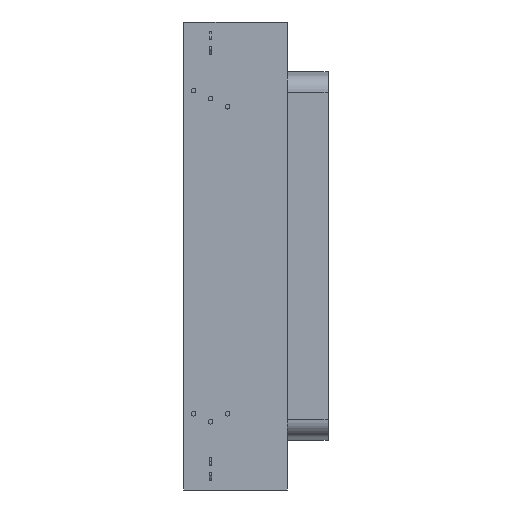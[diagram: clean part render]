
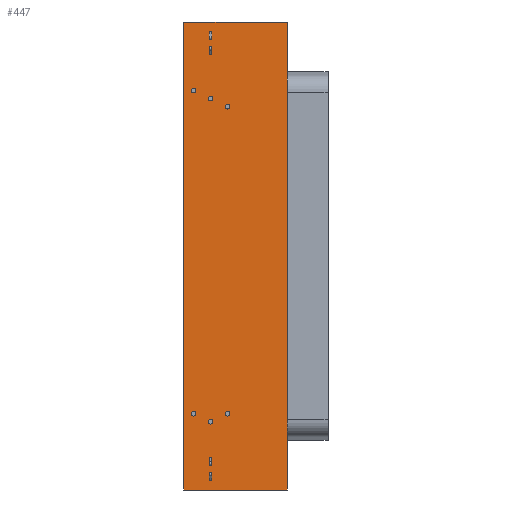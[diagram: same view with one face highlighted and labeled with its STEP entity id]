
A CAD part, front view. The second image highlights one B-rep face of the part: STEP entity #447.
In plain terms, the highlighted planar face has unit normal (0, -1, 0).
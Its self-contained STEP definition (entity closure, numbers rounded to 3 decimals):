
#353=FACE_BOUND('',#660,.T.);
#354=FACE_BOUND('',#661,.T.);
#355=FACE_BOUND('',#662,.T.);
#356=FACE_BOUND('',#663,.T.);
#357=FACE_BOUND('',#664,.T.);
#358=FACE_BOUND('',#665,.T.);
#359=FACE_BOUND('',#666,.T.);
#360=FACE_BOUND('',#667,.T.);
#361=FACE_BOUND('',#668,.T.);
#362=FACE_BOUND('',#669,.T.);
#363=FACE_BOUND('',#670,.T.);
#447=ADVANCED_FACE('',(#353,#354,#355,#356,#357,#358,#359,#360,#361,#362,
#363),#503,.T.);
#503=PLANE('',#2461);
#660=EDGE_LOOP('',(#942));
#661=EDGE_LOOP('',(#943));
#662=EDGE_LOOP('',(#944));
#663=EDGE_LOOP('',(#945));
#664=EDGE_LOOP('',(#946));
#665=EDGE_LOOP('',(#947));
#666=EDGE_LOOP('',(#948,#949,#950,#951));
#667=EDGE_LOOP('',(#952,#953,#954,#955));
#668=EDGE_LOOP('',(#956,#957,#958,#959));
#669=EDGE_LOOP('',(#960,#961,#962,#963));
#670=EDGE_LOOP('',(#964,#965,#966,#967));
#942=ORIENTED_EDGE('',*,*,#1198,.T.);
#943=ORIENTED_EDGE('',*,*,#1200,.T.);
#944=ORIENTED_EDGE('',*,*,#1202,.T.);
#945=ORIENTED_EDGE('',*,*,#1204,.T.);
#946=ORIENTED_EDGE('',*,*,#1206,.T.);
#947=ORIENTED_EDGE('',*,*,#1208,.T.);
#948=ORIENTED_EDGE('',*,*,#1229,.T.);
#949=ORIENTED_EDGE('',*,*,#1212,.T.);
#950=ORIENTED_EDGE('',*,*,#1222,.T.);
#951=ORIENTED_EDGE('',*,*,#1224,.T.);
#952=ORIENTED_EDGE('',*,*,#1250,.T.);
#953=ORIENTED_EDGE('',*,*,#1245,.T.);
#954=ORIENTED_EDGE('',*,*,#1247,.T.);
#955=ORIENTED_EDGE('',*,*,#1249,.T.);
#956=ORIENTED_EDGE('',*,*,#1271,.T.);
#957=ORIENTED_EDGE('',*,*,#1254,.T.);
#958=ORIENTED_EDGE('',*,*,#1264,.T.);
#959=ORIENTED_EDGE('',*,*,#1266,.T.);
#960=ORIENTED_EDGE('',*,*,#1292,.T.);
#961=ORIENTED_EDGE('',*,*,#1287,.T.);
#962=ORIENTED_EDGE('',*,*,#1289,.T.);
#963=ORIENTED_EDGE('',*,*,#1291,.T.);
#964=ORIENTED_EDGE('',*,*,#1315,.T.);
#965=ORIENTED_EDGE('',*,*,#1316,.T.);
#966=ORIENTED_EDGE('',*,*,#1312,.T.);
#967=ORIENTED_EDGE('',*,*,#1317,.F.);
#1068=VERTEX_POINT('',#3133);
#1070=VERTEX_POINT('',#3139);
#1072=VERTEX_POINT('',#3145);
#1074=VERTEX_POINT('',#3151);
#1076=VERTEX_POINT('',#3157);
#1078=VERTEX_POINT('',#3163);
#1079=VERTEX_POINT('',#3166);
#1082=VERTEX_POINT('',#3171);
#1089=VERTEX_POINT('',#3191);
#1091=VERTEX_POINT('',#3196);
#1103=VERTEX_POINT('',#3236);
#1104=VERTEX_POINT('',#3238);
#1105=VERTEX_POINT('',#3242);
#1106=VERTEX_POINT('',#3246);
#1107=VERTEX_POINT('',#3252);
#1110=VERTEX_POINT('',#3257);
#1117=VERTEX_POINT('',#3277);
#1119=VERTEX_POINT('',#3282);
#1131=VERTEX_POINT('',#3322);
#1132=VERTEX_POINT('',#3324);
#1133=VERTEX_POINT('',#3328);
#1134=VERTEX_POINT('',#3332);
#1150=VERTEX_POINT('',#3377);
#1151=VERTEX_POINT('',#3379);
#1152=VERTEX_POINT('',#3384);
#1153=VERTEX_POINT('',#3385);
#1198=EDGE_CURVE('',#1068,#1068,#1352,.T.);
#1200=EDGE_CURVE('',#1070,#1070,#1354,.T.);
#1202=EDGE_CURVE('',#1072,#1072,#1356,.T.);
#1204=EDGE_CURVE('',#1074,#1074,#1358,.T.);
#1206=EDGE_CURVE('',#1076,#1076,#1360,.T.);
#1208=EDGE_CURVE('',#1078,#1078,#1362,.T.);
#1212=EDGE_CURVE('',#1079,#1082,#1584,.T.);
#1222=EDGE_CURVE('',#1082,#1089,#1591,.T.);
#1224=EDGE_CURVE('',#1089,#1091,#1593,.T.);
#1229=EDGE_CURVE('',#1091,#1079,#1597,.T.);
#1245=EDGE_CURVE('',#1103,#1104,#1609,.T.);
#1247=EDGE_CURVE('',#1104,#1105,#1611,.T.);
#1249=EDGE_CURVE('',#1105,#1106,#1613,.T.);
#1250=EDGE_CURVE('',#1106,#1103,#1614,.T.);
#1254=EDGE_CURVE('',#1107,#1110,#1618,.T.);
#1264=EDGE_CURVE('',#1110,#1117,#1625,.T.);
#1266=EDGE_CURVE('',#1117,#1119,#1627,.T.);
#1271=EDGE_CURVE('',#1119,#1107,#1631,.T.);
#1287=EDGE_CURVE('',#1131,#1132,#1643,.T.);
#1289=EDGE_CURVE('',#1132,#1133,#1645,.T.);
#1291=EDGE_CURVE('',#1133,#1134,#1647,.T.);
#1292=EDGE_CURVE('',#1134,#1131,#1648,.T.);
#1312=EDGE_CURVE('',#1151,#1150,#1666,.T.);
#1315=EDGE_CURVE('',#1152,#1153,#1669,.T.);
#1316=EDGE_CURVE('',#1153,#1151,#1670,.T.);
#1317=EDGE_CURVE('',#1152,#1150,#1671,.T.);
#1352=CIRCLE('',#2382,0.35);
#1354=CIRCLE('',#2386,0.35);
#1356=CIRCLE('',#2390,0.35);
#1358=CIRCLE('',#2394,0.35);
#1360=CIRCLE('',#2398,0.35);
#1362=CIRCLE('',#2402,0.35);
#1584=LINE('',#3172,#1749);
#1591=LINE('',#3192,#1756);
#1593=LINE('',#3197,#1758);
#1597=LINE('',#3206,#1762);
#1609=LINE('',#3239,#1774);
#1611=LINE('',#3243,#1776);
#1613=LINE('',#3247,#1778);
#1614=LINE('',#3249,#1779);
#1618=LINE('',#3258,#1783);
#1625=LINE('',#3278,#1790);
#1627=LINE('',#3283,#1792);
#1631=LINE('',#3292,#1796);
#1643=LINE('',#3325,#1808);
#1645=LINE('',#3329,#1810);
#1647=LINE('',#3333,#1812);
#1648=LINE('',#3335,#1813);
#1666=LINE('',#3378,#1831);
#1669=LINE('',#3383,#1834);
#1670=LINE('',#3386,#1835);
#1671=LINE('',#3387,#1836);
#1749=VECTOR('',#2668,1.);
#1756=VECTOR('',#2687,1.);
#1758=VECTOR('',#2691,1.);
#1762=VECTOR('',#2703,1.);
#1774=VECTOR('',#2733,1.);
#1776=VECTOR('',#2737,1.);
#1778=VECTOR('',#2741,1.);
#1779=VECTOR('',#2744,1.);
#1783=VECTOR('',#2750,1.);
#1790=VECTOR('',#2769,1.);
#1792=VECTOR('',#2773,1.);
#1796=VECTOR('',#2785,1.);
#1808=VECTOR('',#2815,1.);
#1810=VECTOR('',#2819,1.);
#1812=VECTOR('',#2823,1.);
#1813=VECTOR('',#2826,1.);
#1831=VECTOR('',#2862,1.);
#1834=VECTOR('',#2867,1.);
#1835=VECTOR('',#2868,1.);
#1836=VECTOR('',#2869,1.);
#2382=AXIS2_PLACEMENT_3D('',#3132,#2621,#2622);
#2386=AXIS2_PLACEMENT_3D('',#3138,#2629,#2630);
#2390=AXIS2_PLACEMENT_3D('',#3144,#2637,#2638);
#2394=AXIS2_PLACEMENT_3D('',#3150,#2645,#2646);
#2398=AXIS2_PLACEMENT_3D('',#3156,#2653,#2654);
#2402=AXIS2_PLACEMENT_3D('',#3162,#2661,#2662);
#2461=AXIS2_PLACEMENT_3D('',#3388,#2870,#2871);
#2621=DIRECTION('',(0.,1.,0.));
#2622=DIRECTION('',(0.,0.,-1.));
#2629=DIRECTION('',(0.,1.,0.));
#2630=DIRECTION('',(0.,0.,-1.));
#2637=DIRECTION('',(0.,1.,0.));
#2638=DIRECTION('',(0.,0.,-1.));
#2645=DIRECTION('',(0.,1.,0.));
#2646=DIRECTION('',(0.,0.,-1.));
#2653=DIRECTION('',(0.,1.,0.));
#2654=DIRECTION('',(0.,0.,-1.));
#2661=DIRECTION('',(0.,1.,0.));
#2662=DIRECTION('',(0.,0.,-1.));
#2668=DIRECTION('',(-1.,0.,0.));
#2687=DIRECTION('',(0.,0.,1.));
#2691=DIRECTION('',(1.,0.,0.));
#2703=DIRECTION('',(0.,0.,-1.));
#2733=DIRECTION('',(-1.,0.,0.));
#2737=DIRECTION('',(0.,0.,1.));
#2741=DIRECTION('',(1.,0.,0.));
#2744=DIRECTION('',(0.,0.,-1.));
#2750=DIRECTION('',(-1.,0.,0.));
#2769=DIRECTION('',(0.,0.,1.));
#2773=DIRECTION('',(1.,0.,0.));
#2785=DIRECTION('',(0.,0.,-1.));
#2815=DIRECTION('',(-1.,0.,0.));
#2819=DIRECTION('',(0.,0.,1.));
#2823=DIRECTION('',(1.,0.,0.));
#2826=DIRECTION('',(0.,0.,-1.));
#2862=DIRECTION('',(-1.,0.,0.));
#2867=DIRECTION('',(1.,0.,0.));
#2868=DIRECTION('',(0.,0.,1.));
#2869=DIRECTION('',(0.,0.,1.));
#2870=DIRECTION('',(0.,-1.,0.));
#2871=DIRECTION('',(1.,0.,0.));
#3132=CARTESIAN_POINT('',(32.074,-10.03,57.17));
#3133=CARTESIAN_POINT('',(32.074,-10.03,56.82));
#3138=CARTESIAN_POINT('',(32.074,-10.03,11.38));
#3139=CARTESIAN_POINT('',(32.074,-10.03,11.03));
#3144=CARTESIAN_POINT('',(29.534,-10.03,58.38));
#3145=CARTESIAN_POINT('',(29.534,-10.03,58.03));
#3150=CARTESIAN_POINT('',(29.534,-10.03,10.18));
#3151=CARTESIAN_POINT('',(29.534,-10.03,9.83));
#3156=CARTESIAN_POINT('',(26.994,-10.03,59.58));
#3157=CARTESIAN_POINT('',(26.994,-10.03,59.23));
#3162=CARTESIAN_POINT('',(26.994,-10.03,11.38));
#3163=CARTESIAN_POINT('',(26.994,-10.03,11.03));
#3166=CARTESIAN_POINT('',(29.734,-10.03,3.7));
#3171=CARTESIAN_POINT('',(29.334,-10.03,3.7));
#3172=CARTESIAN_POINT('',(29.734,-10.03,3.7));
#3191=CARTESIAN_POINT('',(29.334,-10.03,4.2));
#3192=CARTESIAN_POINT('',(29.334,-10.03,3.7));
#3196=CARTESIAN_POINT('',(29.734,-10.03,4.2));
#3197=CARTESIAN_POINT('',(29.334,-10.03,4.2));
#3206=CARTESIAN_POINT('',(29.734,-10.03,4.2));
#3236=CARTESIAN_POINT('',(29.734,-10.03,2.1));
#3238=CARTESIAN_POINT('',(29.334,-10.03,2.1));
#3239=CARTESIAN_POINT('',(29.734,-10.03,2.1));
#3242=CARTESIAN_POINT('',(29.334,-10.03,2.6));
#3243=CARTESIAN_POINT('',(29.334,-10.03,2.1));
#3246=CARTESIAN_POINT('',(29.734,-10.03,2.6));
#3247=CARTESIAN_POINT('',(29.334,-10.03,2.6));
#3249=CARTESIAN_POINT('',(29.734,-10.03,2.6));
#3252=CARTESIAN_POINT('',(29.734,-10.03,67.2));
#3257=CARTESIAN_POINT('',(29.334,-10.03,67.2));
#3258=CARTESIAN_POINT('',(29.734,-10.03,67.2));
#3277=CARTESIAN_POINT('',(29.334,-10.03,67.7));
#3278=CARTESIAN_POINT('',(29.334,-10.03,67.2));
#3282=CARTESIAN_POINT('',(29.734,-10.03,67.7));
#3283=CARTESIAN_POINT('',(29.334,-10.03,67.7));
#3292=CARTESIAN_POINT('',(29.734,-10.03,67.7));
#3322=CARTESIAN_POINT('',(29.734,-10.03,65.6));
#3324=CARTESIAN_POINT('',(29.334,-10.03,65.6));
#3325=CARTESIAN_POINT('',(29.734,-10.03,65.6));
#3328=CARTESIAN_POINT('',(29.334,-10.03,66.1));
#3329=CARTESIAN_POINT('',(29.334,-10.03,65.6));
#3332=CARTESIAN_POINT('',(29.734,-10.03,66.1));
#3333=CARTESIAN_POINT('',(29.334,-10.03,66.1));
#3335=CARTESIAN_POINT('',(29.734,-10.03,66.1));
#3377=CARTESIAN_POINT('',(25.564,-10.03,69.8));
#3378=CARTESIAN_POINT('',(40.964,-10.03,69.8));
#3379=CARTESIAN_POINT('',(40.964,-10.03,69.8));
#3383=CARTESIAN_POINT('',(25.564,-10.03,0.));
#3384=CARTESIAN_POINT('',(25.564,-10.03,0.));
#3385=CARTESIAN_POINT('',(40.964,-10.03,0.));
#3386=CARTESIAN_POINT('',(40.964,-10.03,0.));
#3387=CARTESIAN_POINT('',(25.564,-10.03,0.));
#3388=CARTESIAN_POINT('',(25.564,-10.03,0.));
